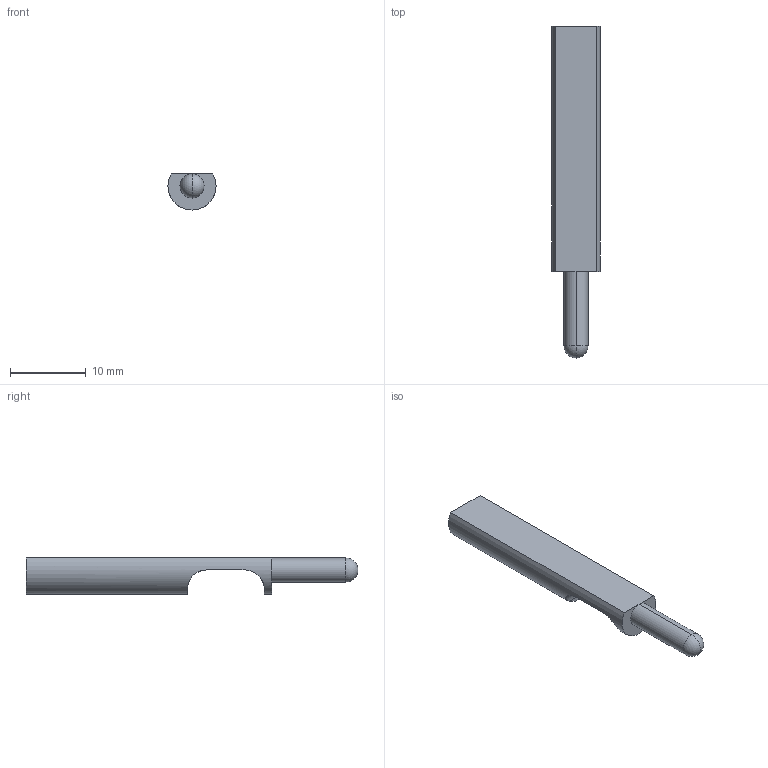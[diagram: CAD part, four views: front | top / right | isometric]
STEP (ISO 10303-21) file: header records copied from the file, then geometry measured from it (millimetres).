
FILE_DESCRIPTION (( 'STEP AP203' ), '1' );
FILE_NAME ('G0005_release_tip.step', '2019-10-07T21:28:45', ( '' ), ( '' ), 'SwSTEP 2.0', 'SolidWorks 2017', '' );
FILE_SCHEMA (( 'CONFIG_CONTROL_DESIGN' ));
Length unit declared in the file: inch
Products named in the file (1): G0005_release_tip
Bounding box: 6.35 x 43.89 x 4.76 mm (x, y, z)
Volume: 769.5 mm3; surface area: 753.7 mm2
Topology: 1 solids, 1 shells, 14 faces, 37 edges, 23 vertices
Faces by surface type: cylinder 6, plane 6, sphere 2
Entity records: 546 total; most frequent: CARTESIAN_POINT 137, DIRECTION 73, ORIENTED_EDGE 66, EDGE_CURVE 33, AXIS2_PLACEMENT_3D 29, VERTEX_POINT 21, VECTOR 15, LINE 15
